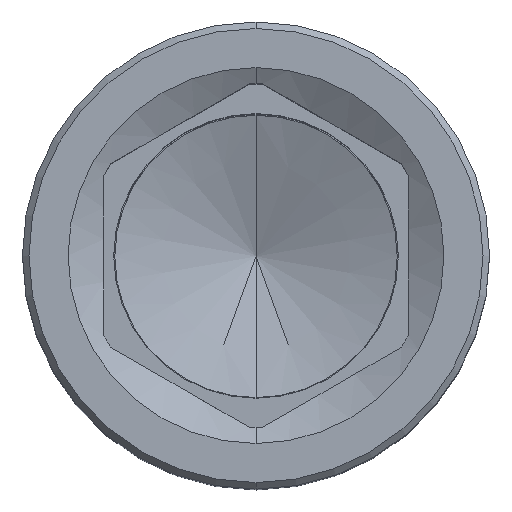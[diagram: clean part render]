
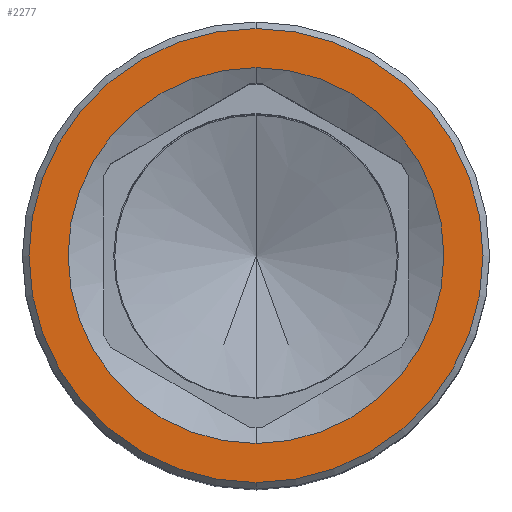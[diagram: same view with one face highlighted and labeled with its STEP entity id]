
A CAD part, top view. The second image highlights one B-rep face of the part: STEP entity #2277.
In plain terms, the highlighted planar face has unit normal (0, 0, 1).
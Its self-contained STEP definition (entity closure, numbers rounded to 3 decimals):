
#891=CARTESIAN_POINT('',(0.,0.,100.));
#892=DIRECTION('',(0.,0.,-1.));
#893=DIRECTION('',(0.,1.,0.));
#894=AXIS2_PLACEMENT_3D('',#891,#892,#893);
#896=CARTESIAN_POINT('',(0.,0.,100.));
#897=DIRECTION('',(0.,0.,-1.));
#898=DIRECTION('',(0.,-1.,0.));
#899=AXIS2_PLACEMENT_3D('',#896,#897,#898);
#901=CARTESIAN_POINT('',(0.,0.,100.));
#902=DIRECTION('',(0.,0.,1.));
#903=DIRECTION('',(0.,-1.,0.));
#904=AXIS2_PLACEMENT_3D('',#901,#902,#903);
#906=CARTESIAN_POINT('',(0.,0.,100.));
#907=DIRECTION('',(0.,0.,1.));
#908=DIRECTION('',(0.,1.,0.));
#909=AXIS2_PLACEMENT_3D('',#906,#907,#908);
#1234=CARTESIAN_POINT('',(0.,8.65,100.));
#1235=CARTESIAN_POINT('',(0.,-8.65,100.));
#1236=VERTEX_POINT('',#1234);
#1237=VERTEX_POINT('',#1235);
#1238=CARTESIAN_POINT('',(0.,-10.45,100.));
#1239=CARTESIAN_POINT('',(0.,10.45,100.));
#1240=VERTEX_POINT('',#1238);
#1241=VERTEX_POINT('',#1239);
#2261=CARTESIAN_POINT('',(0.,0.,100.));
#2262=DIRECTION('',(0.,0.,1.));
#2263=DIRECTION('',(0.,1.,0.));
#2264=AXIS2_PLACEMENT_3D('',#2261,#2262,#2263);
#2265=PLANE('',#2264);
#2266=ORIENTED_EDGE('',*,*,#2251,.F.);
#2268=ORIENTED_EDGE('',*,*,#2267,.F.);
#2269=EDGE_LOOP('',(#2266,#2268));
#2270=FACE_OUTER_BOUND('',#2269,.F.);
#2272=ORIENTED_EDGE('',*,*,#2271,.F.);
#2274=ORIENTED_EDGE('',*,*,#2273,.F.);
#2275=EDGE_LOOP('',(#2272,#2274));
#2276=FACE_BOUND('',#2275,.F.);
#2277=ADVANCED_FACE('',(#2270,#2276),#2265,.T.);
#895=CIRCLE('',#894,8.65);
#900=CIRCLE('',#899,8.65);
#905=CIRCLE('',#904,10.45);
#910=CIRCLE('',#909,10.45);
#2251=EDGE_CURVE('',#1240,#1241,#905,.T.);
#2267=EDGE_CURVE('',#1241,#1240,#910,.T.);
#2271=EDGE_CURVE('',#1236,#1237,#895,.T.);
#2273=EDGE_CURVE('',#1237,#1236,#900,.T.);
